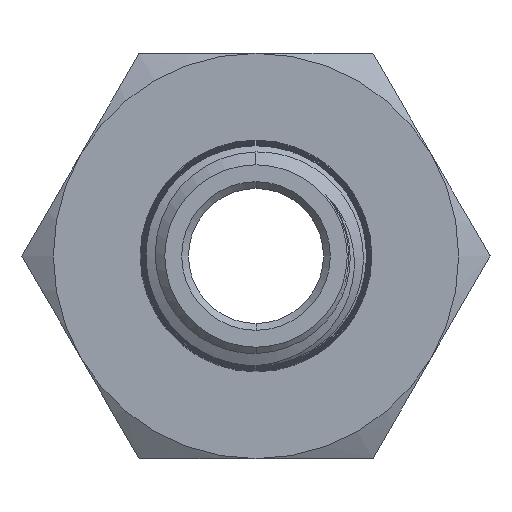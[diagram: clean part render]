
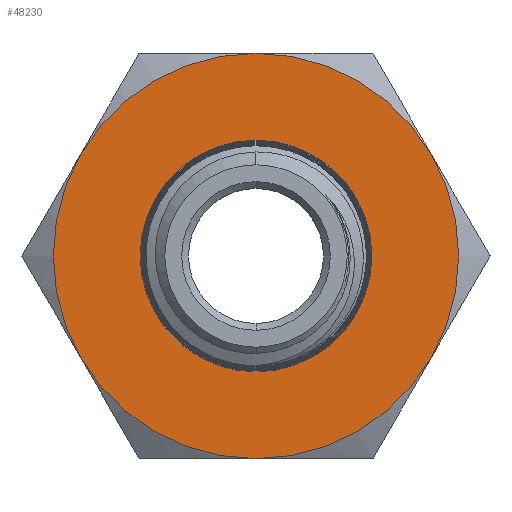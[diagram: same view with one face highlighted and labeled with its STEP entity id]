
A CAD part, front view. The second image highlights one B-rep face of the part: STEP entity #48230.
In plain terms, the highlighted planar face has unit normal (0, -1, 0).
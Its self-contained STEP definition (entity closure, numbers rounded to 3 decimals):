
#1648 = FACE_OUTER_BOUND ( 'NONE', #13593, .T. ) ;
#1809 = ORIENTED_EDGE ( 'NONE', *, *, #9952, .F. ) ;
#2789 = ORIENTED_EDGE ( 'NONE', *, *, #8006, .F. ) ;
#3108 = DIRECTION ( 'NONE',  ( 0., 1., 0. ) ) ;
#3938 = ORIENTED_EDGE ( 'NONE', *, *, #15289, .F. ) ;
#4178 = EDGE_CURVE ( 'NONE', #22915, #15613, #44475, .T. ) ;
#4755 = CARTESIAN_POINT ( 'NONE',  ( -7.794, 0., 4.5 ) ) ;
#7378 = DIRECTION ( 'NONE',  ( 0., 1., 0. ) ) ;
#7665 = AXIS2_PLACEMENT_3D ( 'NONE', #42914, #19687, #46824 ) ;
#7875 = AXIS2_PLACEMENT_3D ( 'NONE', #18807, #45938, #22708 ) ;
#8006 = EDGE_CURVE ( 'NONE', #46406, #35406, #18317, .T. ) ;
#9304 = CARTESIAN_POINT ( 'NONE',  ( 0., 0., -5.145 ) ) ;
#9895 = DIRECTION ( 'NONE',  ( 0., 1., 0. ) ) ;
#9952 = EDGE_CURVE ( 'NONE', #15613, #22915, #32870, .T. ) ;
#11005 = ORIENTED_EDGE ( 'NONE', *, *, #18115, .F. ) ;
#12274 = EDGE_LOOP ( 'NONE', ( #1809, #43443 ) ) ;
#12316 = PLANE ( 'NONE',  #48593 ) ;
#13593 = EDGE_LOOP ( 'NONE', ( #35793, #2789, #3938, #49433, #34355, #11005 ) ) ;
#14300 = EDGE_CURVE ( 'NONE', #35406, #15153, #35206, .T. ) ;
#15153 = VERTEX_POINT ( 'NONE', #48044 ) ;
#15289 = EDGE_CURVE ( 'NONE', #46991, #46406, #16385, .T. ) ;
#15422 = CARTESIAN_POINT ( 'NONE',  ( 7.794, 0., 4.5 ) ) ;
#15613 = VERTEX_POINT ( 'NONE', #23433 ) ;
#16202 = DIRECTION ( 'NONE',  ( 0., 1., 0. ) ) ;
#16385 = CIRCLE ( 'NONE', #39624, 9. ) ;
#18115 = EDGE_CURVE ( 'NONE', #15153, #28575, #34537, .T. ) ;
#18317 = CIRCLE ( 'NONE', #23779, 9. ) ;
#18717 = CARTESIAN_POINT ( 'NONE',  ( 0., 0., 0. ) ) ;
#18807 = CARTESIAN_POINT ( 'NONE',  ( 0., 0., 0. ) ) ;
#19687 = DIRECTION ( 'NONE',  ( 0., 1., 0. ) ) ;
#20385 = CARTESIAN_POINT ( 'NONE',  ( 0., 0., 0. ) ) ;
#20742 = VERTEX_POINT ( 'NONE', #4755 ) ;
#20781 = DIRECTION ( 'NONE',  ( 0., 1., 0. ) ) ;
#22281 = FACE_BOUND ( 'NONE', #12274, .T. ) ;
#22610 = DIRECTION ( 'NONE',  ( 0., 0., 1. ) ) ;
#22708 = DIRECTION ( 'NONE',  ( 0., 0., 1. ) ) ;
#22915 = VERTEX_POINT ( 'NONE', #9304 ) ;
#23433 = CARTESIAN_POINT ( 'NONE',  ( 0., 0., 5.145 ) ) ;
#23779 = AXIS2_PLACEMENT_3D ( 'NONE', #20385, #47513, #24299 ) ;
#24299 = DIRECTION ( 'NONE',  ( 0., 0., 1. ) ) ;
#24762 = CIRCLE ( 'NONE', #28079, 9. ) ;
#26318 = CARTESIAN_POINT ( 'NONE',  ( 0., 0., 0. ) ) ;
#26551 = CARTESIAN_POINT ( 'NONE',  ( 7.794, 0., -4.5 ) ) ;
#28079 = AXIS2_PLACEMENT_3D ( 'NONE', #26318, #3108, #30231 ) ;
#28575 = VERTEX_POINT ( 'NONE', #47621 ) ;
#30231 = DIRECTION ( 'NONE',  ( 0., 0., 1. ) ) ;
#30608 = CARTESIAN_POINT ( 'NONE',  ( 0., 0., 0. ) ) ;
#31542 = AXIS2_PLACEMENT_3D ( 'NONE', #44000, #20781, #47910 ) ;
#31620 = CARTESIAN_POINT ( 'NONE',  ( 0., 0., 0. ) ) ;
#31625 = AXIS2_PLACEMENT_3D ( 'NONE', #30608, #7378, #34503 ) ;
#32870 = CIRCLE ( 'NONE', #7875, 5.145 ) ;
#33098 = CARTESIAN_POINT ( 'NONE',  ( 0., 0., 0. ) ) ;
#34355 = ORIENTED_EDGE ( 'NONE', *, *, #45139, .F. ) ;
#34503 = DIRECTION ( 'NONE',  ( 0., 0., 1. ) ) ;
#34537 = CIRCLE ( 'NONE', #31542, 9. ) ;
#35206 = CIRCLE ( 'NONE', #31625, 9. ) ;
#35406 = VERTEX_POINT ( 'NONE', #26551 ) ;
#35793 = ORIENTED_EDGE ( 'NONE', *, *, #14300, .F. ) ;
#37013 = DIRECTION ( 'NONE',  ( 0., 0., 1. ) ) ;
#39624 = AXIS2_PLACEMENT_3D ( 'NONE', #33098, #9895, #37013 ) ;
#39799 = CARTESIAN_POINT ( 'NONE',  ( 0., 0., 9. ) ) ;
#41048 = CIRCLE ( 'NONE', #7665, 9. ) ;
#42914 = CARTESIAN_POINT ( 'NONE',  ( 0., 0., 0. ) ) ;
#43314 = DIRECTION ( 'NONE',  ( 0., 0., 1. ) ) ;
#43443 = ORIENTED_EDGE ( 'NONE', *, *, #4178, .F. ) ;
#44000 = CARTESIAN_POINT ( 'NONE',  ( 0., 0., 0. ) ) ;
#44475 = CIRCLE ( 'NONE', #49412, 5.145 ) ;
#45139 = EDGE_CURVE ( 'NONE', #28575, #20742, #24762, .T. ) ;
#45840 = DIRECTION ( 'NONE',  ( 0., -1., 0. ) ) ;
#45938 = DIRECTION ( 'NONE',  ( 0., -1., 0. ) ) ;
#46406 = VERTEX_POINT ( 'NONE', #15422 ) ;
#46824 = DIRECTION ( 'NONE',  ( 0., 0., 1. ) ) ;
#46991 = VERTEX_POINT ( 'NONE', #39799 ) ;
#47513 = DIRECTION ( 'NONE',  ( 0., 1., 0. ) ) ;
#47621 = CARTESIAN_POINT ( 'NONE',  ( -7.794, 0., -4.5 ) ) ;
#47910 = DIRECTION ( 'NONE',  ( 0., 0., 1. ) ) ;
#48044 = CARTESIAN_POINT ( 'NONE',  ( 0., 0., -9. ) ) ;
#48230 = ADVANCED_FACE ( 'NONE', ( #22281, #1648 ), #12316, .F. ) ;
#48593 = AXIS2_PLACEMENT_3D ( 'NONE', #31620, #16202, #43314 ) ;
#49378 = EDGE_CURVE ( 'NONE', #20742, #46991, #41048, .T. ) ;
#49412 = AXIS2_PLACEMENT_3D ( 'NONE', #18717, #45840, #22610 ) ;
#49433 = ORIENTED_EDGE ( 'NONE', *, *, #49378, .F. ) ;
